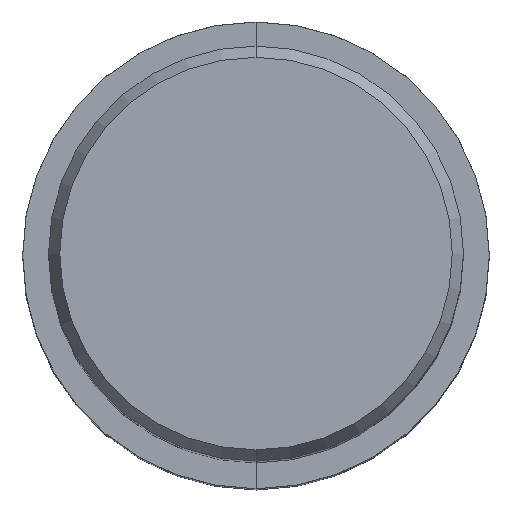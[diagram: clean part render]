
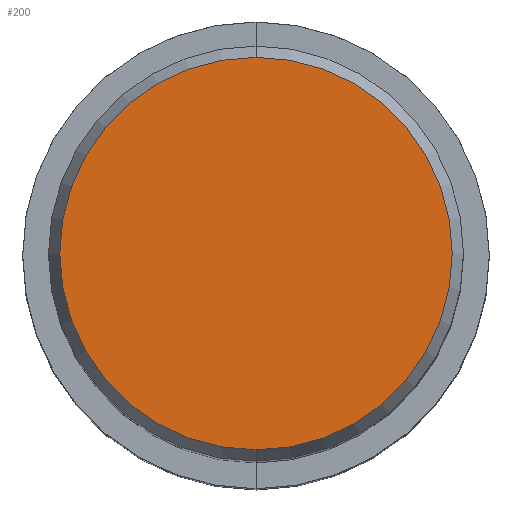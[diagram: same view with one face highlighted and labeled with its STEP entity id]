
A CAD part, top view. The second image highlights one B-rep face of the part: STEP entity #200.
In plain terms, the highlighted planar face has unit normal (0, 0, 1).
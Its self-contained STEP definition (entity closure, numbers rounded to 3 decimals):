
#108=VERTEX_POINT('',#267);
#124=EDGE_CURVE('',#108,#198,#286,.T.);
#198=VERTEX_POINT('',#371);
#200=ADVANCED_FACE('',(#373),#374,.T.);
#220=EDGE_CURVE('',#198,#108,#395,.T.);
#267=CARTESIAN_POINT('',(0.0,12.012,0.01));
#286=CIRCLE('',#463,12.012);
#371=CARTESIAN_POINT('',(0.,-12.012,0.01));
#373=FACE_OUTER_BOUND('',#571,.T.);
#374=PLANE('',#572);
#395=CIRCLE('',#601,12.012);
#463=AXIS2_PLACEMENT_3D('',#667,#668,#669);
#571=EDGE_LOOP('',(#772,#773));
#572=AXIS2_PLACEMENT_3D('',#774,#775,#776);
#601=AXIS2_PLACEMENT_3D('',#801,#802,#803);
#667=CARTESIAN_POINT('',(0.0,0.0,0.01));
#668=DIRECTION('',(0.0,0.0,-1.0));
#669=DIRECTION('',(0.0,1.0,0.0));
#772=ORIENTED_EDGE('',*,*,#124,.F.);
#773=ORIENTED_EDGE('',*,*,#220,.F.);
#774=CARTESIAN_POINT('',(0.0,6.006,0.01));
#775=DIRECTION('',(-0.0,0.0,1.0));
#776=DIRECTION('',(0.0,-1.0,0.0));
#801=CARTESIAN_POINT('',(0.0,0.0,0.01));
#802=DIRECTION('',(0.0,0.0,-1.0));
#803=DIRECTION('',(0.0,1.0,0.0));
